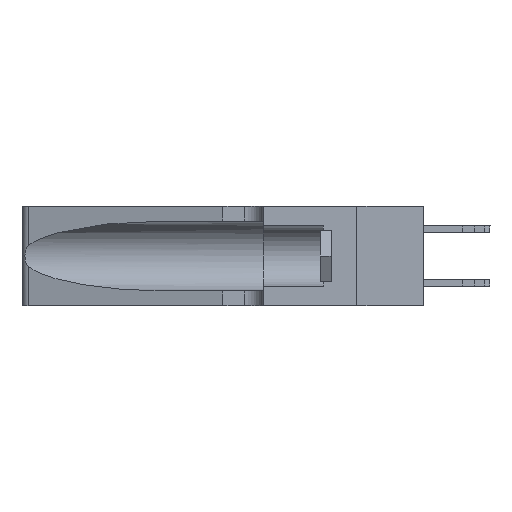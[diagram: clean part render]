
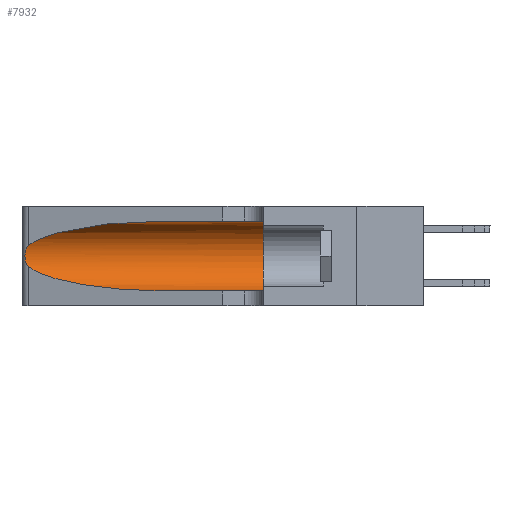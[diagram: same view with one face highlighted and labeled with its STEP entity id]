
A CAD part, left-side view. The second image highlights one B-rep face of the part: STEP entity #7932.
In plain terms, the highlighted cylindrical face has radius 3.308 mm (diameter 6.617 mm), a partial arc.
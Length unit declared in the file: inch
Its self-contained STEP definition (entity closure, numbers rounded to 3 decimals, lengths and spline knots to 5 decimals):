
#14 = VERTEX_POINT ( 'NONE', #15003 ) ;
#495 = LINE ( 'NONE', #6113, #2088 ) ;
#1053 = CARTESIAN_POINT ( 'NONE',  ( 0.1305, 1.61858, 0.185 ) ) ;
#1362 = CARTESIAN_POINT ( 'NONE',  ( 0.25487, 1.22718, 0.14631 ) ) ;
#1537 = CARTESIAN_POINT ( 'NONE',  ( 0.26018, 1.23835, 0.19895 ) ) ;
#1775 = EDGE_CURVE ( 'NONE', #9918, #13006, #20730, .T. ) ;
#2088 = VECTOR ( 'NONE', #24995, 39.37008 ) ;
#2407 = CARTESIAN_POINT ( 'NONE',  ( 0.18966, 0.96281, 0.31525 ) ) ;
#2835 = ORIENTED_EDGE ( 'NONE', *, *, #8363, .T. ) ;
#3471 = VERTEX_POINT ( 'NONE', #25039 ) ;
#3485 = CIRCLE ( 'NONE', #9461, 0.13025 ) ;
#3520 = FACE_OUTER_BOUND ( 'NONE', #17141, .T. ) ;
#4021 = AXIS2_PLACEMENT_3D ( 'NONE', #1053, #22962, #16999 ) ;
#4321 = CARTESIAN_POINT ( 'NONE',  ( 0.2373, 1.15595, 0.28018 ) ) ;
#4961 = CARTESIAN_POINT ( 'NONE',  ( 0.1305, 0.35, 0.185 ) ) ;
#5442 = CARTESIAN_POINT ( 'NONE',  ( 0.25639, 1.23184, 0.21858 ) ) ;
#6113 = CARTESIAN_POINT ( 'NONE',  ( 0.1305, 1.61858, 0.31525 ) ) ;
#6258 = CARTESIAN_POINT ( 'NONE',  ( 0.1305, 0.35, 0.31525 ) ) ;
#6699 = CARTESIAN_POINT ( 'NONE',  ( 0.1305, 0.72297, 0.31525 ) ) ;
#7039 = CARTESIAN_POINT ( 'NONE',  ( 0.1305, 1.61858, 0.05475 ) ) ;
#7295 = CARTESIAN_POINT ( 'NONE',  ( 0.25555, 1.22994, 0.2215 ) ) ;
#7468 = CARTESIAN_POINT ( 'NONE',  ( 0.26017, 1.23833, 0.17102 ) ) ;
#7759 = LINE ( 'NONE', #7039, #11222 ) ;
#7932 = ADVANCED_FACE ( 'NONE', ( #3520 ), #19865, .F. ) ;
#8121 = CARTESIAN_POINT ( 'NONE',  ( 0.1305, 0.35, 0.05475 ) ) ;
#8363 = EDGE_CURVE ( 'NONE', #13006, #3471, #13044, .T. ) ;
#9141 = CARTESIAN_POINT ( 'NONE',  ( 0.26075, 1.23896, 0.178 ) ) ;
#9461 = AXIS2_PLACEMENT_3D ( 'NONE', #4961, #19000, #20995 ) ;
#9493 = CARTESIAN_POINT ( 'NONE',  ( 0.25787, 1.23484, 0.2124 ) ) ;
#9678 = CARTESIAN_POINT ( 'NONE',  ( 0.25487, 1.22718, 0.22369 ) ) ;
#9918 = VERTEX_POINT ( 'NONE', #9678 ) ;
#10184 = CARTESIAN_POINT ( 'NONE',  ( 0.25487, 1.22718, 0.14631 ) ) ;
#10850 = CARTESIAN_POINT ( 'NONE',  ( 0.1305, 0.72297, 0.05475 ) ) ;
#11124 = CARTESIAN_POINT ( 'NONE',  ( 0.2373, 1.15595, 0.08982 ) ) ;
#11222 = VECTOR ( 'NONE', #21054, 39.37008 ) ;
#11404 = EDGE_CURVE ( 'NONE', #14, #9918, #25101, .T. ) ;
#13006 = VERTEX_POINT ( 'NONE', #10184 ) ;
#13044 =( BOUNDED_CURVE ( )  B_SPLINE_CURVE ( 3, ( #16531, #11124, #20916, #10850 ),
 .UNSPECIFIED., .F., .T. ) 
 B_SPLINE_CURVE_WITH_KNOTS ( ( 4, 4 ),
 ( 3.44316, 4.71239 ),
 .UNSPECIFIED. ) 
 CURVE ( )  GEOMETRIC_REPRESENTATION_ITEM ( )  RATIONAL_B_SPLINE_CURVE ( ( 1., 0.87, 0.87, 1. ) ) 
 REPRESENTATION_ITEM ( '' )  );
#13355 = CARTESIAN_POINT ( 'NONE',  ( 0.25555, 1.22993, 0.14849 ) ) ;
#13844 = VERTEX_POINT ( 'NONE', #6258 ) ;
#14260 = EDGE_CURVE ( 'NONE', #13844, #15323, #3485, .T. ) ;
#15003 = CARTESIAN_POINT ( 'NONE',  ( 0.1305, 0.72297, 0.31525 ) ) ;
#15323 = VERTEX_POINT ( 'NONE', #8121 ) ;
#15372 = CARTESIAN_POINT ( 'NONE',  ( 0.25854, 1.2359, 0.20912 ) ) ;
#15529 = CARTESIAN_POINT ( 'NONE',  ( 0.26075, 1.23896, 0.19203 ) ) ;
#15686 = ORIENTED_EDGE ( 'NONE', *, *, #17795, .F. ) ;
#16345 = ORIENTED_EDGE ( 'NONE', *, *, #1775, .T. ) ;
#16531 = CARTESIAN_POINT ( 'NONE',  ( 0.25487, 1.22718, 0.14631 ) ) ;
#16873 = ORIENTED_EDGE ( 'NONE', *, *, #14260, .F. ) ;
#16999 = DIRECTION ( 'NONE',  ( 0., 0., -1. ) ) ;
#17141 = EDGE_LOOP ( 'NONE', ( #20545, #16345, #2835, #19569, #16873, #15686 ) ) ;
#17795 = EDGE_CURVE ( 'NONE', #14, #13844, #495, .T. ) ;
#18545 = CARTESIAN_POINT ( 'NONE',  ( 0.25487, 1.22718, 0.22369 ) ) ;
#19000 = DIRECTION ( 'NONE',  ( 0., 1., 0. ) ) ;
#19325 = CARTESIAN_POINT ( 'NONE',  ( 0.25639, 1.23186, 0.15144 ) ) ;
#19569 = ORIENTED_EDGE ( 'NONE', *, *, #25733, .T. ) ;
#19865 = CYLINDRICAL_SURFACE ( 'NONE', #4021, 0.13025 ) ;
#20545 = ORIENTED_EDGE ( 'NONE', *, *, #11404, .T. ) ;
#20730 = B_SPLINE_CURVE_WITH_KNOTS ( 'NONE', 3,
 ( #21131, #7295, #5442, #9493, #15372, #1537, #15529, #9141, #7468, #21483, #23519, #19325, #13355, #1362 ),
 .UNSPECIFIED., .F., .F.,
 ( 4, 2, 2, 2, 2, 2, 4 ),
 ( 0., 0.00027, 0.00053, 0.00107, 0.0016, 0.00187, 0.00214 ),
 .UNSPECIFIED. ) ;
#20916 = CARTESIAN_POINT ( 'NONE',  ( 0.18966, 0.96281, 0.05475 ) ) ;
#20995 = DIRECTION ( 'NONE',  ( 0., 0., 1. ) ) ;
#21054 = DIRECTION ( 'NONE',  ( 0., -1., 0. ) ) ;
#21131 = CARTESIAN_POINT ( 'NONE',  ( 0.25487, 1.22718, 0.22369 ) ) ;
#21483 = CARTESIAN_POINT ( 'NONE',  ( 0.25856, 1.23593, 0.16098 ) ) ;
#22962 = DIRECTION ( 'NONE',  ( 0., -1., 0. ) ) ;
#23519 = CARTESIAN_POINT ( 'NONE',  ( 0.25789, 1.23486, 0.15765 ) ) ;
#24995 = DIRECTION ( 'NONE',  ( 0., -1., 0. ) ) ;
#25039 = CARTESIAN_POINT ( 'NONE',  ( 0.1305, 0.72297, 0.05475 ) ) ;
#25101 =( BOUNDED_CURVE ( )  B_SPLINE_CURVE ( 3, ( #6699, #2407, #4321, #18545 ),
 .UNSPECIFIED., .F., .F. ) 
 B_SPLINE_CURVE_WITH_KNOTS ( ( 4, 4 ),
 ( 1.5708, 2.84003 ),
 .UNSPECIFIED. ) 
 CURVE ( )  GEOMETRIC_REPRESENTATION_ITEM ( )  RATIONAL_B_SPLINE_CURVE ( ( 1., 0.87, 0.87, 1. ) ) 
 REPRESENTATION_ITEM ( '' )  );
#25733 = EDGE_CURVE ( 'NONE', #3471, #15323, #7759, .T. ) ;
